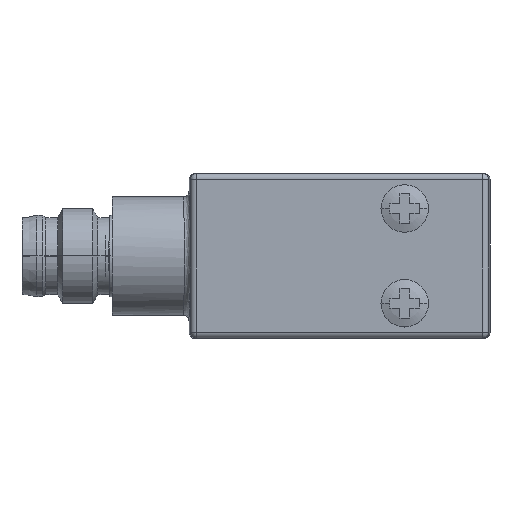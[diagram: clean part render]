
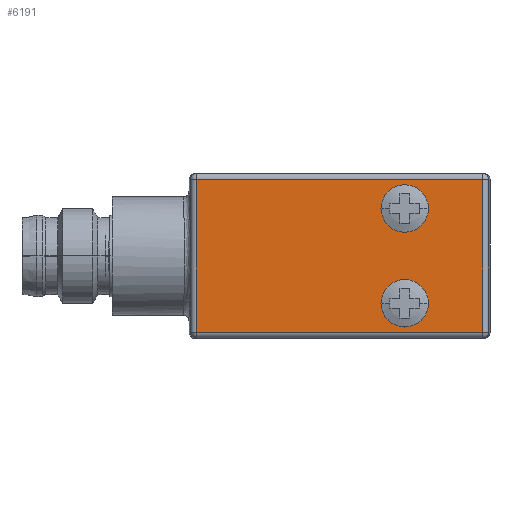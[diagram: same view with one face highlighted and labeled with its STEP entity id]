
A CAD part, top view. The second image highlights one B-rep face of the part: STEP entity #6191.
In plain terms, the highlighted planar face has unit normal (0, 0, 1).
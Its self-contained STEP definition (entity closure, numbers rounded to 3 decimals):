
#2001=CARTESIAN_POINT('',(-4.2,4.,2.9));
#2002=DIRECTION('',(0.,0.,1.));
#2003=DIRECTION('',(0.,1.,0.));
#2004=AXIS2_PLACEMENT_3D('',#2001,#2002,#2003);
#2396=CARTESIAN_POINT('',(-4.2,4.,2.9));
#2397=DIRECTION('',(0.,0.,1.));
#2398=DIRECTION('',(0.,-1.,0.));
#2399=AXIS2_PLACEMENT_3D('',#2396,#2397,#2398);
#2419=DIRECTION('',(-1.,0.,0.));
#2420=VECTOR('',#2419,24.194);
#2421=CARTESIAN_POINT('',(2.397,-6.45,2.9));
#2422=LINE('',#2421,#2420);
#2457=DIRECTION('',(0.,-1.,0.));
#2458=VECTOR('',#2457,12.9);
#2459=CARTESIAN_POINT('',(2.397,6.45,2.9));
#2460=LINE('',#2459,#2458);
#2709=DIRECTION('',(-1.,0.,0.));
#2710=VECTOR('',#2709,24.194);
#2711=CARTESIAN_POINT('',(2.397,6.45,2.9));
#2712=LINE('',#2711,#2710);
#2739=DIRECTION('',(0.,1.,0.));
#2740=VECTOR('',#2739,12.9);
#2741=CARTESIAN_POINT('',(-21.797,-6.45,2.9));
#2742=LINE('',#2741,#2740);
#4802=CARTESIAN_POINT('',(-4.2,-4.,2.9));
#4803=DIRECTION('',(0.,0.,1.));
#4804=DIRECTION('',(0.,-1.,0.));
#4805=AXIS2_PLACEMENT_3D('',#4802,#4803,#4804);
#4855=CARTESIAN_POINT('',(-4.2,-4.,2.9));
#4856=DIRECTION('',(0.,0.,1.));
#4857=DIRECTION('',(0.,1.,0.));
#4858=AXIS2_PLACEMENT_3D('',#4855,#4856,#4857);
#5285=CARTESIAN_POINT('',(2.397,-6.45,2.9));
#5286=CARTESIAN_POINT('',(-21.797,-6.45,2.9));
#5287=VERTEX_POINT('',#5285);
#5288=VERTEX_POINT('',#5286);
#5297=CARTESIAN_POINT('',(-21.797,6.45,2.9));
#5298=VERTEX_POINT('',#5297);
#5303=CARTESIAN_POINT('',(2.397,6.45,2.9));
#5304=VERTEX_POINT('',#5303);
#5337=CARTESIAN_POINT('',(-4.2,-5.085,2.9));
#5338=CARTESIAN_POINT('',(-4.2,-2.915,2.9));
#5339=VERTEX_POINT('',#5337);
#5340=VERTEX_POINT('',#5338);
#5341=CARTESIAN_POINT('',(-4.2,5.085,2.9));
#5342=CARTESIAN_POINT('',(-4.2,2.915,2.9));
#5343=VERTEX_POINT('',#5341);
#5344=VERTEX_POINT('',#5342);
#6166=CARTESIAN_POINT('',(3.,0.,2.9));
#6167=DIRECTION('',(0.,0.,-1.));
#6168=DIRECTION('',(0.,1.,0.));
#6169=AXIS2_PLACEMENT_3D('',#6166,#6167,#6168);
#6170=PLANE('',#6169);
#6172=ORIENTED_EDGE('',*,*,#6171,.T.);
#6174=ORIENTED_EDGE('',*,*,#6173,.T.);
#6176=ORIENTED_EDGE('',*,*,#6175,.F.);
#6178=ORIENTED_EDGE('',*,*,#6177,.T.);
#6179=EDGE_LOOP('',(#6172,#6174,#6176,#6178));
#6180=FACE_OUTER_BOUND('',#6179,.F.);
#6182=ORIENTED_EDGE('',*,*,#6181,.T.);
#6184=ORIENTED_EDGE('',*,*,#6183,.T.);
#6185=EDGE_LOOP('',(#6182,#6184));
#6186=FACE_BOUND('',#6185,.F.);
#6187=ORIENTED_EDGE('',*,*,#6152,.T.);
#6188=ORIENTED_EDGE('',*,*,#5697,.T.);
#6189=EDGE_LOOP('',(#6187,#6188));
#6190=FACE_BOUND('',#6189,.F.);
#6191=ADVANCED_FACE('',(#6180,#6186,#6190),#6170,.F.);
#2005=CIRCLE('',#2004,1.085);
#2400=CIRCLE('',#2399,1.085);
#4806=CIRCLE('',#4805,1.085);
#4859=CIRCLE('',#4858,1.085);
#5697=EDGE_CURVE('',#5343,#5344,#2005,.T.);
#6152=EDGE_CURVE('',#5344,#5343,#2400,.T.);
#6171=EDGE_CURVE('',#5287,#5288,#2422,.T.);
#6173=EDGE_CURVE('',#5288,#5298,#2742,.T.);
#6175=EDGE_CURVE('',#5304,#5298,#2712,.T.);
#6177=EDGE_CURVE('',#5304,#5287,#2460,.T.);
#6181=EDGE_CURVE('',#5339,#5340,#4806,.T.);
#6183=EDGE_CURVE('',#5340,#5339,#4859,.T.);
